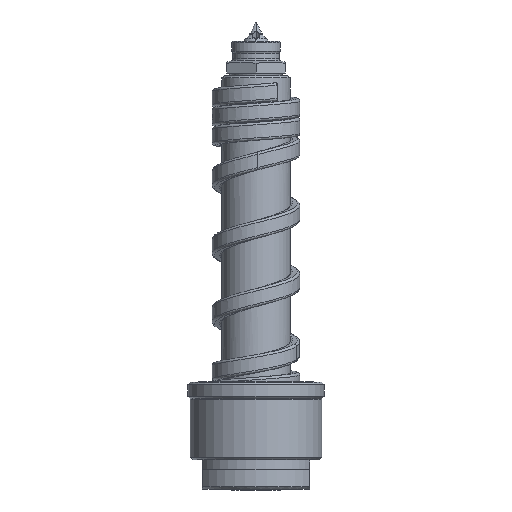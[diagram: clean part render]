
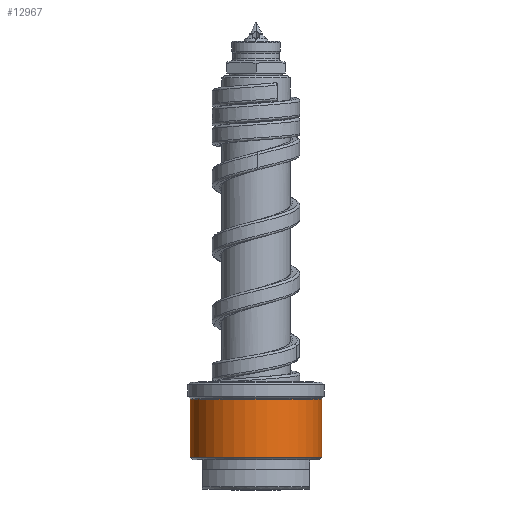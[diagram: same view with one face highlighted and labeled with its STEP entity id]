
A CAD part, front view. The second image highlights one B-rep face of the part: STEP entity #12967.
In plain terms, the highlighted cylindrical face has radius 13.5 mm (diameter 27 mm), a partial arc.
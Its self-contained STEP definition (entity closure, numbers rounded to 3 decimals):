
#3706=CARTESIAN_POINT('',(0.,0.,6.582));
#3707=DIRECTION('',(0.,0.,1.));
#3708=DIRECTION('',(-1.,0.,0.));
#3709=AXIS2_PLACEMENT_3D('',#3706,#3707,#3708);
#3711=DIRECTION('',(0.,0.,-1.));
#3712=VECTOR('',#3711,11.835);
#3713=CARTESIAN_POINT('',(-13.5,0.,18.417));
#3714=LINE('',#3713,#3712);
#3715=CARTESIAN_POINT('',(0.,0.,18.417));
#3716=DIRECTION('',(0.,0.,1.));
#3717=DIRECTION('',(-1.,0.,0.));
#3718=AXIS2_PLACEMENT_3D('',#3715,#3716,#3717);
#3720=DIRECTION('',(0.,0.,-1.));
#3721=VECTOR('',#3720,11.835);
#3722=CARTESIAN_POINT('',(13.5,0.,18.417));
#3723=LINE('',#3722,#3721);
#6828=CARTESIAN_POINT('',(13.5,0.,18.417));
#6829=CARTESIAN_POINT('',(-13.5,0.,18.417));
#6830=VERTEX_POINT('',#6828);
#6831=VERTEX_POINT('',#6829);
#6854=CARTESIAN_POINT('',(13.5,0.,6.582));
#6855=VERTEX_POINT('',#6854);
#6856=CARTESIAN_POINT('',(-13.5,0.,6.582));
#6857=VERTEX_POINT('',#6856);
#12955=CARTESIAN_POINT('',(0.,0.,5.2));
#12956=DIRECTION('',(0.,0.,1.));
#12957=DIRECTION('',(-1.,0.,0.));
#12958=AXIS2_PLACEMENT_3D('',#12955,#12956,#12957);
#12959=CYLINDRICAL_SURFACE('',#12958,13.5);
#12960=ORIENTED_EDGE('',*,*,#12912,.F.);
#12961=ORIENTED_EDGE('',*,*,#12946,.F.);
#12963=ORIENTED_EDGE('',*,*,#12962,.T.);
#12964=ORIENTED_EDGE('',*,*,#12942,.T.);
#12965=EDGE_LOOP('',(#12960,#12961,#12963,#12964));
#12966=FACE_OUTER_BOUND('',#12965,.F.);
#3710=CIRCLE('',#3709,13.5);
#3719=CIRCLE('',#3718,13.5);
#12912=EDGE_CURVE('',#6857,#6855,#3710,.T.);
#12942=EDGE_CURVE('',#6830,#6855,#3723,.T.);
#12946=EDGE_CURVE('',#6831,#6857,#3714,.T.);
#12962=EDGE_CURVE('',#6831,#6830,#3719,.T.);
#12967=ADVANCED_FACE('',(#12966),#12959,.T.);
